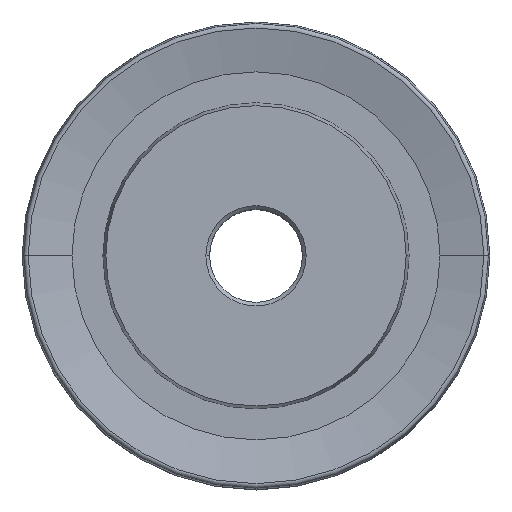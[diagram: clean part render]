
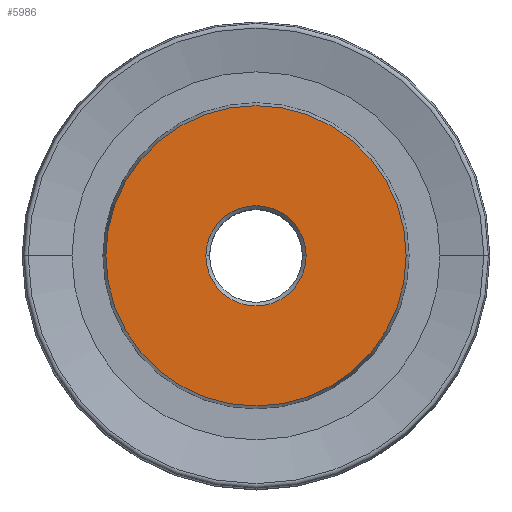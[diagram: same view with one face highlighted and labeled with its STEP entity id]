
A CAD part, top view. The second image highlights one B-rep face of the part: STEP entity #5986.
In plain terms, the highlighted planar face has unit normal (0, 0, 1).
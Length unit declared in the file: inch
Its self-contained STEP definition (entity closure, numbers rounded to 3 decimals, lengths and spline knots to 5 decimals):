
#83 = DIRECTION ( 'NONE',  ( 0., 0., -1. ) ) ;
#161 = CARTESIAN_POINT ( 'NONE',  ( 0., 0., 0.21875 ) ) ;
#217 = AXIS2_PLACEMENT_3D ( 'NONE', #5354, #2856, #6345 ) ;
#289 = CARTESIAN_POINT ( 'NONE',  ( -0.40425, 0., 0.21875 ) ) ;
#299 = EDGE_CURVE ( 'NONE', #5404, #2033, #1285, .T. ) ;
#660 = DIRECTION ( 'NONE',  ( 1., 0., 0. ) ) ;
#746 = AXIS2_PLACEMENT_3D ( 'NONE', #1655, #5171, #2150 ) ;
#866 = EDGE_CURVE ( 'NONE', #3459, #4934, #2453, .T. ) ;
#1285 = CIRCLE ( 'NONE', #2217, 0.40425 ) ;
#1508 = CARTESIAN_POINT ( 'NONE',  ( 0.40425, 0., 0.21875 ) ) ;
#1578 = EDGE_LOOP ( 'NONE', ( #2294, #1738 ) ) ;
#1655 = CARTESIAN_POINT ( 'NONE',  ( 0., 0., 0.21875 ) ) ;
#1738 = ORIENTED_EDGE ( 'NONE', *, *, #2270, .T. ) ;
#2033 = VERTEX_POINT ( 'NONE', #289 ) ;
#2150 = DIRECTION ( 'NONE',  ( 1., 0., 0. ) ) ;
#2192 = CIRCLE ( 'NONE', #746, 0.40425 ) ;
#2217 = AXIS2_PLACEMENT_3D ( 'NONE', #3918, #3892, #3865 ) ;
#2270 = EDGE_CURVE ( 'NONE', #4934, #3459, #5403, .T. ) ;
#2294 = ORIENTED_EDGE ( 'NONE', *, *, #866, .T. ) ;
#2332 = PLANE ( 'NONE',  #217 ) ;
#2429 = FACE_OUTER_BOUND ( 'NONE', #5276, .T. ) ;
#2453 = CIRCLE ( 'NONE', #4989, 0.135 ) ;
#2856 = DIRECTION ( 'NONE',  ( 0., 0., 1. ) ) ;
#3085 = CARTESIAN_POINT ( 'NONE',  ( 0., 0., 0.21875 ) ) ;
#3090 = CARTESIAN_POINT ( 'NONE',  ( -0.135, 0., 0.21875 ) ) ;
#3459 = VERTEX_POINT ( 'NONE', #4443 ) ;
#3598 = DIRECTION ( 'NONE',  ( 1., 0., 0. ) ) ;
#3677 = DIRECTION ( 'NONE',  ( 0., 0., -1. ) ) ;
#3865 = DIRECTION ( 'NONE',  ( 1., 0., 0. ) ) ;
#3892 = DIRECTION ( 'NONE',  ( 0., 0., 1. ) ) ;
#3918 = CARTESIAN_POINT ( 'NONE',  ( 0., 0., 0.21875 ) ) ;
#4129 = AXIS2_PLACEMENT_3D ( 'NONE', #3085, #83, #3598 ) ;
#4443 = CARTESIAN_POINT ( 'NONE',  ( 0.135, 0., 0.21875 ) ) ;
#4934 = VERTEX_POINT ( 'NONE', #3090 ) ;
#4989 = AXIS2_PLACEMENT_3D ( 'NONE', #161, #3677, #660 ) ;
#5171 = DIRECTION ( 'NONE',  ( 0., 0., 1. ) ) ;
#5276 = EDGE_LOOP ( 'NONE', ( #5314, #5942 ) ) ;
#5314 = ORIENTED_EDGE ( 'NONE', *, *, #6209, .T. ) ;
#5354 = CARTESIAN_POINT ( 'NONE',  ( 0., 0., 0.21875 ) ) ;
#5403 = CIRCLE ( 'NONE', #4129, 0.135 ) ;
#5404 = VERTEX_POINT ( 'NONE', #1508 ) ;
#5942 = ORIENTED_EDGE ( 'NONE', *, *, #299, .T. ) ;
#5986 = ADVANCED_FACE ( 'NONE', ( #2429, #6273 ), #2332, .T. ) ;
#6209 = EDGE_CURVE ( 'NONE', #2033, #5404, #2192, .T. ) ;
#6273 = FACE_BOUND ( 'NONE', #1578, .T. ) ;
#6345 = DIRECTION ( 'NONE',  ( 1., 0., 0. ) ) ;
